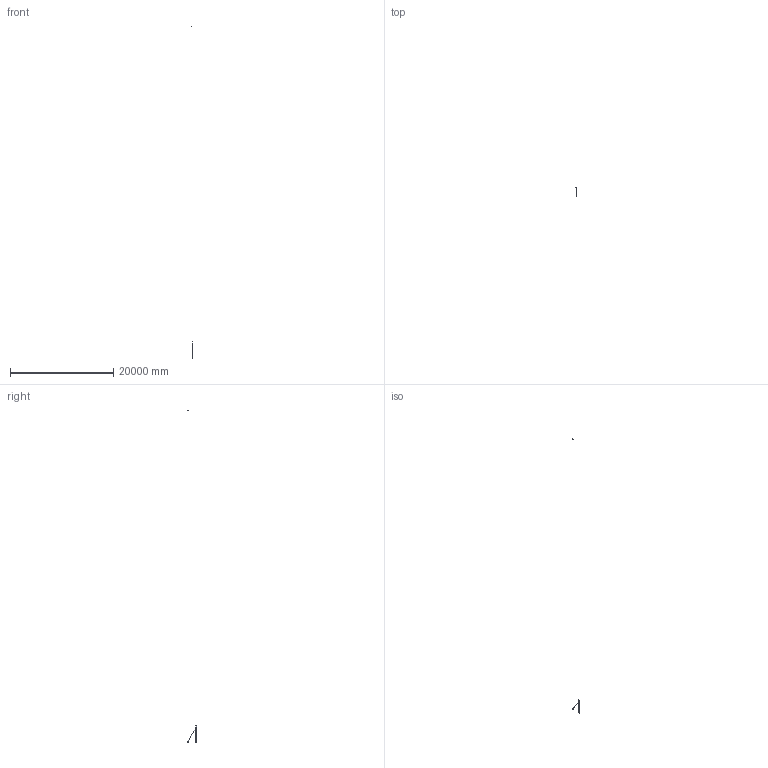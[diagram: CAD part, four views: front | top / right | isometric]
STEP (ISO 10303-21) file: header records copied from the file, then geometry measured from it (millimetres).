
FILE_DESCRIPTION(/* description */ ('VariCAD 2009-1.06 AP-203'),/* implementation_level */ '2;1');
FILE_NAME(/* name */ 'bracket1',/* time_stamp */ '2023-04-22T18:04:51+03:00',/* author */ (''),/* organization */ (''),/* preprocessor_version */ 'ST-DEVELOPER v12',/* originating_system */ 'VariCAD 2009-1.06; kernel version (20080921)',/* authorisation */ '');
FILE_SCHEMA (('CONFIG_CONTROL_DESIGN'));
Length unit declared in the file: millimetre
Products named in the file (1): Part
Bounding box: 222.23 x 1851.16 x 64449.17 mm (x, y, z)
Volume: 7211441.7 mm3; surface area: 2610021.5 mm2
Topology: 41 solids, 41 shells, 561 faces, 1302 edges, 832 vertices
Faces by surface type: plane 255, cylinder 202, cone 104
Entity records: 16804 total; most frequent: CARTESIAN_POINT 3517, DIRECTION 2842, ORIENTED_EDGE 2604, EDGE_CURVE 1302, AXIS2_PLACEMENT_3D 1093, VERTEX_POINT 832, EDGE_LOOP 664, LINE 656
